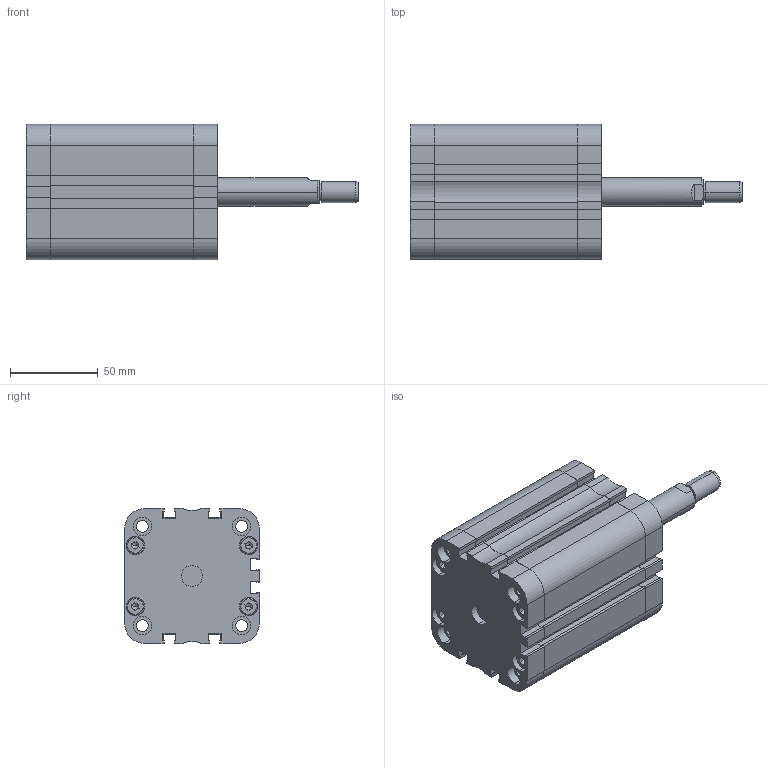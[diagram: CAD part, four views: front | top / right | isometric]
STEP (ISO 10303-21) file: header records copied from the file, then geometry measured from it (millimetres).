
FILE_DESCRIPTION (( 'STEP AP214' ), '1' );
FILE_NAME ('SM_007_063_0050_NP.STEP', '2019-11-18T13:27:06', ( '' ), ( '' ), 'SwSTEP 2.0', 'SolidWorks 2019', '' );
FILE_SCHEMA (( 'AUTOMOTIVE_DESIGN' ));
Length unit declared in the file: millimetre
Products named in the file (22): Kopia T硂k_T坥k - D063; T³oczysko^SM_PSEM-L_Tˆoczysko - D063; Kopia SMART - U. typ Oring - pokrywa^Pokrywa tyｳ kpl_SM_PSEM-L_U. typ Oring - D063; Kopia SMART - U. t³oka luŸna^T³ok kpl_SM_PSEM-L_U. tˆoka lu«na - D063; Tuleja^SM_PSEM-L_Tuleja - D063; Przek³adka SM_PSEM_D050-63; socket head thin cap screw_din_DIN 7984 - M8 x 45 --- 45C; socket head thin cap screw_din_DIN 7984 - M6 x 25 --- 22N; Kopia Magnes^T³ok kpl_SM_PSEM-L_Magnes D063; Kopia SMART - U. typ Oring - pokrywa^Pokrywa przód kpl_SM_PSEM-L_U. typ Oring - D063; Kopia Tuleja prowadzｹca^Pokrywa prz kpl_SM_PSEM-L_Tuleja prowadz･ca - D063; Kopia Pokrywa prz^Pokrywa prz kpl_SM_PSEM-L_Smart - Pok prz｢d - D063; Pokrywa ty³ kpl^SM_PSEM-L_Pok tyˆ - D063; Kopia SMART - U. t³oka S^T³ok kpl_SM_PSEM-L_U. tˆoka S - D063; Sprêzyna SM_PSEM_L_063_L1 napi©cie wst©pne; Kopia Pokrywa ty³_Smart - Pok tyˆ - D063; Kopia SMART - U. t硂ka wklejana^T硂k kpl_SM_PSEM-L_U. t坥ka wklejana - D063; Kopia SMART - U. t硂czyska^Pokrywa prz骴 kpl_SM_PSEM-L_U. t坥czyska - D063; SM_007_063_0050_NP; Pokrywa przód kpl^SM_PSEM-L_Pokrywa prz¢d kpl - D063; T硂k kpl^SM_PSEM-L_T坥k kpl - D063; Kopia Pierœcieñ prowadz¹cy^T³ok kpl_SM_PSEM-L_Pier˜cieä prowadz¥cy D063
Assembly tree (28 placements, depth 3):
  SM_007_063_0050_NP
    Pokrywa przód kpl^SM_PSEM-L_Pokrywa prz¢d kpl - D063
      Kopia Pokrywa prz^Pokrywa prz kpl_SM_PSEM-L_Smart - Pok prz｢d - D063
      Kopia SMART - U. typ Oring - pokrywa^Pokrywa przód kpl_SM_PSEM-L_U. typ Oring - D063
      Kopia Tuleja prowadzｹca^Pokrywa prz kpl_SM_PSEM-L_Tuleja prowadz･ca - D063
      Kopia SMART - U. t硂czyska^Pokrywa prz骴 kpl_SM_PSEM-L_U. t坥czyska - D063
    Tuleja^SM_PSEM-L_Tuleja - D063
    Pokrywa ty³ kpl^SM_PSEM-L_Pok tyˆ - D063
      Kopia Pokrywa ty³_Smart - Pok tyˆ - D063
      Kopia SMART - U. typ Oring - pokrywa^Pokrywa tyｳ kpl_SM_PSEM-L_U. typ Oring - D063
    T硂k kpl^SM_PSEM-L_T坥k kpl - D063
      Kopia T硂k_T坥k - D063
      Kopia Magnes^T³ok kpl_SM_PSEM-L_Magnes D063
      Kopia Pierœcieñ prowadz¹cy^T³ok kpl_SM_PSEM-L_Pier˜cieä prowadz¥cy D063
      Kopia SMART - U. t³oka luŸna^T³ok kpl_SM_PSEM-L_U. tˆoka lu«na - D063
      Kopia SMART - U. t硂ka wklejana^T硂k kpl_SM_PSEM-L_U. t坥ka wklejana - D063
      Kopia SMART - U. t³oka S^T³ok kpl_SM_PSEM-L_U. tˆoka S - D063
    T³oczysko^SM_PSEM-L_Tˆoczysko - D063
    socket head thin cap screw_din_DIN 7984 - M6 x 25 --- 22N  x8
    socket head thin cap screw_din_DIN 7984 - M8 x 45 --- 45C
    Przek³adka SM_PSEM_D050-63
    Sprêzyna SM_PSEM_L_063_L1 napi©cie wst©pne
Bounding box: 189 x 77 x 77 mm (x, y, z)
Volume: 323194.3 mm3; surface area: 186876.9 mm2
Topology: 26 solids, 26 shells, 1119 faces, 2773 edges, 1779 vertices
Faces by surface type: plane 551, cylinder 315, bspline 130, cone 87, torus 36
Entity records: 38453 total; most frequent: CARTESIAN_POINT 14832, ORIENTED_EDGE 4722, DIRECTION 4440, EDGE_CURVE 2361, VERTEX_POINT 1548, AXIS2_PLACEMENT_3D 1523, LINE 1394, VECTOR 1394
